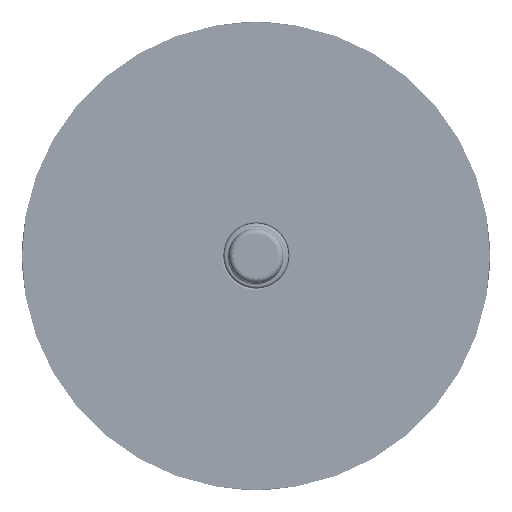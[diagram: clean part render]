
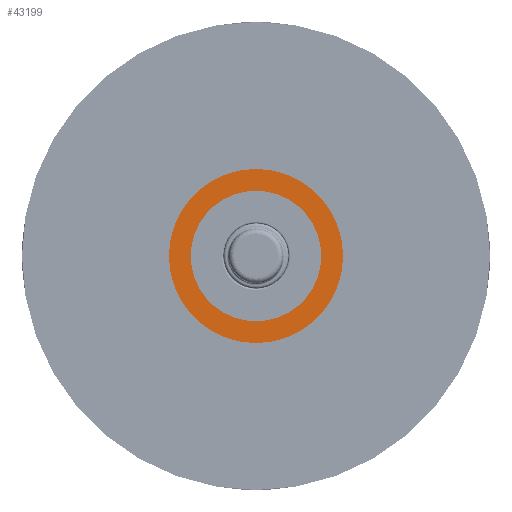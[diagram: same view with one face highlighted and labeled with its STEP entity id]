
A CAD part, left-side view. The second image highlights one B-rep face of the part: STEP entity #43199.
In plain terms, the highlighted planar face has unit normal (-1, 0, 0).
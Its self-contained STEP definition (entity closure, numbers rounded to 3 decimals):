
#292 = EDGE_CURVE ( 'NONE', #24779, #8330, #41763, .T. ) ;
#2624 = FACE_BOUND ( 'NONE', #44238, .T. ) ;
#4534 = CARTESIAN_POINT ( 'NONE',  ( -2.7, 0., 6. ) ) ;
#7354 = CARTESIAN_POINT ( 'NONE',  ( -2.7, 0., -6. ) ) ;
#7797 = PLANE ( 'NONE',  #90081 ) ;
#8330 = VERTEX_POINT ( 'NONE', #91419 ) ;
#8670 = DIRECTION ( 'NONE',  ( 0., 0., 1. ) ) ;
#14120 = DIRECTION ( 'NONE',  ( 0., 0., 1. ) ) ;
#23915 = EDGE_CURVE ( 'NONE', #68677, #34260, #81365, .T. ) ;
#24779 = VERTEX_POINT ( 'NONE', #61232 ) ;
#26368 = DIRECTION ( 'NONE',  ( -1., 0., 0. ) ) ;
#27000 = DIRECTION ( 'NONE',  ( -1., 0., 0. ) ) ;
#27441 = CARTESIAN_POINT ( 'NONE',  ( -2.7, 0., 0. ) ) ;
#30462 = ORIENTED_EDGE ( 'NONE', *, *, #292, .T. ) ;
#34260 = VERTEX_POINT ( 'NONE', #7354 ) ;
#41763 = CIRCLE ( 'NONE', #93142, 8. ) ;
#43032 = EDGE_LOOP ( 'NONE', ( #46505, #30462 ) ) ;
#43199 = ADVANCED_FACE ( 'NONE', ( #2624, #53169 ), #7797, .T. ) ;
#44238 = EDGE_LOOP ( 'NONE', ( #63089, #47057 ) ) ;
#46505 = ORIENTED_EDGE ( 'NONE', *, *, #80267, .T. ) ;
#47057 = ORIENTED_EDGE ( 'NONE', *, *, #58712, .F. ) ;
#50520 = CARTESIAN_POINT ( 'NONE',  ( -2.7, 0., 0. ) ) ;
#52934 = CIRCLE ( 'NONE', #100712, 8. ) ;
#53169 = FACE_OUTER_BOUND ( 'NONE', #43032, .T. ) ;
#53761 = CIRCLE ( 'NONE', #78524, 6. ) ;
#58712 = EDGE_CURVE ( 'NONE', #34260, #68677, #53761, .T. ) ;
#61232 = CARTESIAN_POINT ( 'NONE',  ( -2.7, 0., 8. ) ) ;
#61897 = CARTESIAN_POINT ( 'NONE',  ( -2.7, 0., 0. ) ) ;
#63089 = ORIENTED_EDGE ( 'NONE', *, *, #23915, .F. ) ;
#66974 = DIRECTION ( 'NONE',  ( 0., 0., 1. ) ) ;
#68234 = DIRECTION ( 'NONE',  ( 0., 0., 1. ) ) ;
#68677 = VERTEX_POINT ( 'NONE', #4534 ) ;
#69516 = DIRECTION ( 'NONE',  ( 0., 0., 1. ) ) ;
#72849 = CARTESIAN_POINT ( 'NONE',  ( -2.7, 0., 0. ) ) ;
#76078 = AXIS2_PLACEMENT_3D ( 'NONE', #27441, #26368, #69516 ) ;
#76429 = CARTESIAN_POINT ( 'NONE',  ( -2.7, 0., 0. ) ) ;
#78524 = AXIS2_PLACEMENT_3D ( 'NONE', #61897, #27000, #8670 ) ;
#80267 = EDGE_CURVE ( 'NONE', #8330, #24779, #52934, .T. ) ;
#81365 = CIRCLE ( 'NONE', #76078, 6. ) ;
#84376 = DIRECTION ( 'NONE',  ( -1., 0., 0. ) ) ;
#90081 = AXIS2_PLACEMENT_3D ( 'NONE', #50520, #84376, #68234 ) ;
#91419 = CARTESIAN_POINT ( 'NONE',  ( -2.7, 0., -8. ) ) ;
#93142 = AXIS2_PLACEMENT_3D ( 'NONE', #72849, #106712, #14120 ) ;
#93650 = DIRECTION ( 'NONE',  ( -1., 0., 0. ) ) ;
#100712 = AXIS2_PLACEMENT_3D ( 'NONE', #76429, #93650, #66974 ) ;
#106712 = DIRECTION ( 'NONE',  ( -1., 0., 0. ) ) ;
